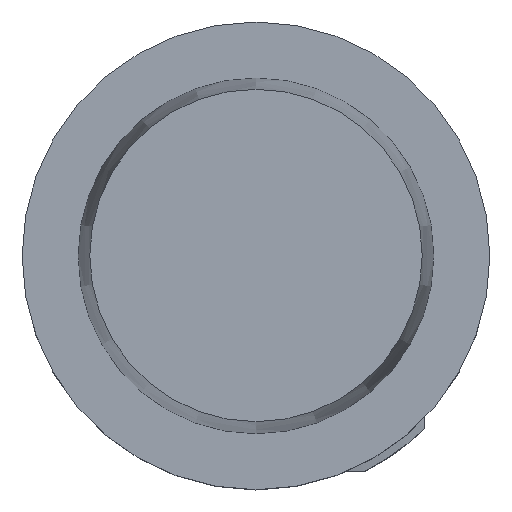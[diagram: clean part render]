
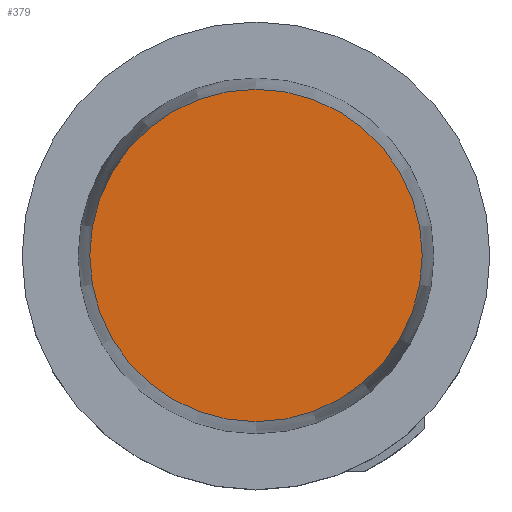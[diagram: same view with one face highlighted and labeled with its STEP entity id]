
A CAD part, top view. The second image highlights one B-rep face of the part: STEP entity #379.
In plain terms, the highlighted planar face has unit normal (0, 0, 1).
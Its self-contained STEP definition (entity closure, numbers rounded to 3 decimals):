
#101=PLANE('',#1255);
#148=FACE_OUTER_BOUND('',#548,.T.);
#379=ADVANCED_FACE('',(#148),#101,.T.);
#548=EDGE_LOOP('',(#822));
#822=ORIENTED_EDGE('',*,*,#1084,.F.);
#944=VERTEX_POINT('',#1959);
#1084=EDGE_CURVE('',#944,#944,#1120,.T.);
#1120=CIRCLE('',#1254,35.511);
#1254=AXIS2_PLACEMENT_3D('',#1958,#1551,#1552);
#1255=AXIS2_PLACEMENT_3D('',#1960,#1553,#1554);
#1551=DIRECTION('',(0.,0.,-1.));
#1552=DIRECTION('',(0.,-1.,0.));
#1553=DIRECTION('',(0.,0.,1.));
#1554=DIRECTION('',(0.,1.,0.));
#1958=CARTESIAN_POINT('',(0.,0.,
49.9));
#1959=CARTESIAN_POINT('',(0.,-35.511,49.9));
#1960=CARTESIAN_POINT('',(0.,35.511,49.9));
